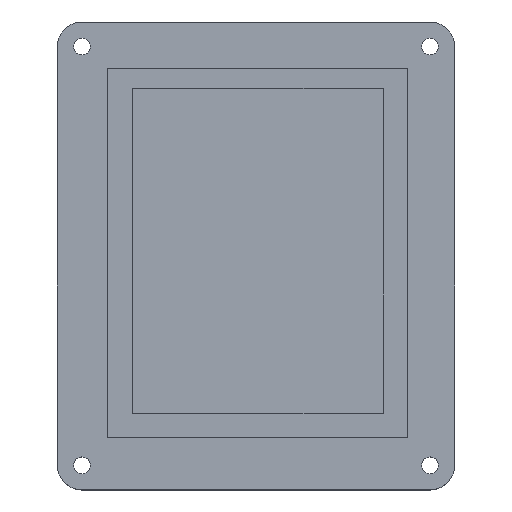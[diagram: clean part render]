
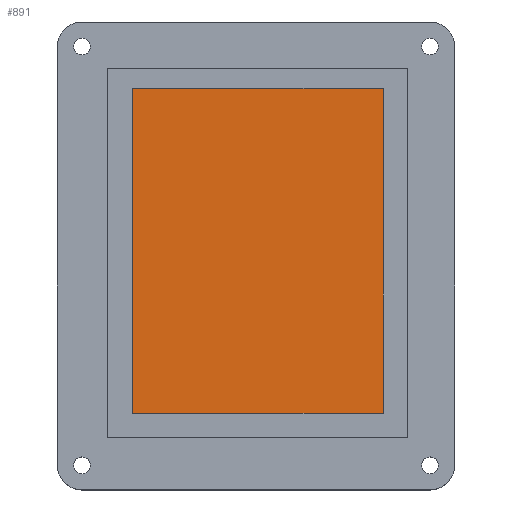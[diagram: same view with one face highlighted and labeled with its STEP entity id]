
A CAD part, top view. The second image highlights one B-rep face of the part: STEP entity #891.
In plain terms, the highlighted planar face has unit normal (0, 0, 1).
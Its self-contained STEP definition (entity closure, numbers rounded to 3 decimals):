
#43=PLANE('',#979);
#99=LINE('',#1436,#179);
#100=LINE('',#1438,#180);
#101=LINE('',#1440,#181);
#102=LINE('',#1441,#182);
#179=VECTOR('',#1173,10.);
#180=VECTOR('',#1174,10.);
#181=VECTOR('',#1175,10.);
#182=VECTOR('',#1176,10.);
#268=FACE_OUTER_BOUND('',#326,.T.);
#326=EDGE_LOOP('',(#730,#731,#732,#733));
#454=VERTEX_POINT('',#1434);
#455=VERTEX_POINT('',#1435);
#456=VERTEX_POINT('',#1437);
#457=VERTEX_POINT('',#1439);
#558=EDGE_CURVE('',#454,#455,#99,.T.);
#559=EDGE_CURVE('',#456,#454,#100,.T.);
#560=EDGE_CURVE('',#457,#456,#101,.T.);
#561=EDGE_CURVE('',#455,#457,#102,.T.);
#730=ORIENTED_EDGE('',*,*,#558,.F.);
#731=ORIENTED_EDGE('',*,*,#559,.F.);
#732=ORIENTED_EDGE('',*,*,#560,.F.);
#733=ORIENTED_EDGE('',*,*,#561,.F.);
#891=ADVANCED_FACE('',(#268),#43,.T.);
#979=AXIS2_PLACEMENT_3D('',#1433,#1171,#1172);
#1171=DIRECTION('center_axis',(0.,0.,1.));
#1172=DIRECTION('ref_axis',(1.,0.,0.));
#1173=DIRECTION('',(-1.,0.,0.));
#1174=DIRECTION('',(0.,-1.,0.));
#1175=DIRECTION('',(1.,0.,0.));
#1176=DIRECTION('',(0.,1.,0.));
#1433=CARTESIAN_POINT('Origin',(54.5,-12.5,3.));
#1434=CARTESIAN_POINT('',(85.,-50.,3.));
#1435=CARTESIAN_POINT('',(24.,-50.,3.));
#1436=CARTESIAN_POINT('',(69.75,-50.,3.));
#1437=CARTESIAN_POINT('',(85.,25.,3.));
#1438=CARTESIAN_POINT('',(85.,6.25,3.));
#1439=CARTESIAN_POINT('',(24.,25.,3.));
#1440=CARTESIAN_POINT('',(39.25,25.,3.));
#1441=CARTESIAN_POINT('',(24.,-31.25,3.));
